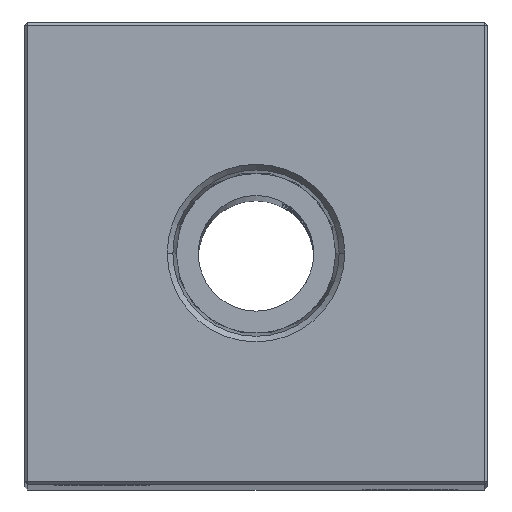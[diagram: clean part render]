
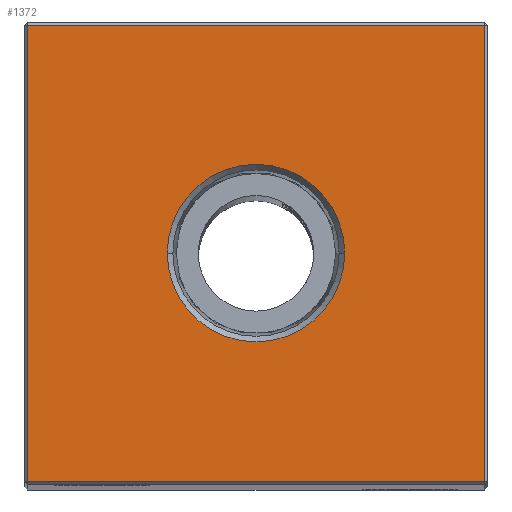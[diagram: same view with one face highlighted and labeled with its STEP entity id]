
A CAD part, top view. The second image highlights one B-rep face of the part: STEP entity #1372.
In plain terms, the highlighted planar face has unit normal (0, 0, 1).
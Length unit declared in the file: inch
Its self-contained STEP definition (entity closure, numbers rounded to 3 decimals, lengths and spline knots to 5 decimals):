
#16 = CARTESIAN_POINT ( 'NONE',  ( 0., 0., 10.75 ) ) ;
#455 = VERTEX_POINT ( 'NONE', #9473 ) ;
#740 = CARTESIAN_POINT ( 'NONE',  ( 0., 0., 10.75 ) ) ;
#916 = LINE ( 'NONE', #5948, #7410 ) ;
#1113 = CIRCLE ( 'NONE', #9592, 0.288 ) ;
#1143 = DIRECTION ( 'NONE',  ( 0., 0., -1. ) ) ;
#1372 = ADVANCED_FACE ( 'NONE', ( #2493, #21145 ), #19473, .F. ) ;
#1755 = CARTESIAN_POINT ( 'NONE',  ( 0.74, -0.74, 10.75 ) ) ;
#2493 = FACE_OUTER_BOUND ( 'NONE', #24975, .T. ) ;
#2590 = AXIS2_PLACEMENT_3D ( 'NONE', #16, #1143, #27817 ) ;
#3168 = DIRECTION ( 'NONE',  ( 1., 0., 0. ) ) ;
#3421 = LINE ( 'NONE', #24608, #9954 ) ;
#3913 = CARTESIAN_POINT ( 'NONE',  ( -0.74, -0.74, 10.75 ) ) ;
#4745 = EDGE_CURVE ( 'NONE', #26830, #455, #28386, .T. ) ;
#5607 = VECTOR ( 'NONE', #24088, 39.37008 ) ;
#5948 = CARTESIAN_POINT ( 'NONE',  ( 0., -0.74, 10.75 ) ) ;
#7410 = VECTOR ( 'NONE', #20541, 39.37008 ) ;
#7538 = CARTESIAN_POINT ( 'NONE',  ( -0.74, 0.74, 10.75 ) ) ;
#8078 = ORIENTED_EDGE ( 'NONE', *, *, #13207, .T. ) ;
#8430 = CARTESIAN_POINT ( 'NONE',  ( 0.288, 0., 10.75 ) ) ;
#9090 = VERTEX_POINT ( 'NONE', #21883 ) ;
#9473 = CARTESIAN_POINT ( 'NONE',  ( -0.288, 0., 10.75 ) ) ;
#9592 = AXIS2_PLACEMENT_3D ( 'NONE', #26289, #11784, #28738 ) ;
#9599 = LINE ( 'NONE', #14639, #16062 ) ;
#9954 = VECTOR ( 'NONE', #19979, 39.37008 ) ;
#11438 = ORIENTED_EDGE ( 'NONE', *, *, #26023, .T. ) ;
#11497 = VERTEX_POINT ( 'NONE', #3913 ) ;
#11784 = DIRECTION ( 'NONE',  ( 0., 0., 1. ) ) ;
#12637 = ORIENTED_EDGE ( 'NONE', *, *, #12664, .F. ) ;
#12664 = EDGE_CURVE ( 'NONE', #455, #26830, #1113, .T. ) ;
#13145 = AXIS2_PLACEMENT_3D ( 'NONE', #740, #17770, #3168 ) ;
#13207 = EDGE_CURVE ( 'NONE', #17876, #9090, #31476, .T. ) ;
#14639 = CARTESIAN_POINT ( 'NONE',  ( 0., 0.74, 10.75 ) ) ;
#16062 = VECTOR ( 'NONE', #29156, 39.37008 ) ;
#16931 = EDGE_CURVE ( 'NONE', #11497, #17876, #916, .T. ) ;
#17770 = DIRECTION ( 'NONE',  ( 0., 0., 1. ) ) ;
#17876 = VERTEX_POINT ( 'NONE', #1755 ) ;
#19473 = PLANE ( 'NONE',  #2590 ) ;
#19979 = DIRECTION ( 'NONE',  ( 0., -1., 0. ) ) ;
#20541 = DIRECTION ( 'NONE',  ( 1., 0., 0. ) ) ;
#21145 = FACE_BOUND ( 'NONE', #28434, .T. ) ;
#21883 = CARTESIAN_POINT ( 'NONE',  ( 0.74, 0.74, 10.75 ) ) ;
#23475 = ORIENTED_EDGE ( 'NONE', *, *, #16931, .T. ) ;
#24088 = DIRECTION ( 'NONE',  ( 0., 1., 0. ) ) ;
#24323 = ORIENTED_EDGE ( 'NONE', *, *, #30046, .T. ) ;
#24608 = CARTESIAN_POINT ( 'NONE',  ( -0.74, 0., 10.75 ) ) ;
#24975 = EDGE_LOOP ( 'NONE', ( #11438, #23475, #8078, #24323 ) ) ;
#26023 = EDGE_CURVE ( 'NONE', #28904, #11497, #3421, .T. ) ;
#26289 = CARTESIAN_POINT ( 'NONE',  ( 0., 0., 10.75 ) ) ;
#26830 = VERTEX_POINT ( 'NONE', #8430 ) ;
#27817 = DIRECTION ( 'NONE',  ( -1., 0., 0. ) ) ;
#28204 = ORIENTED_EDGE ( 'NONE', *, *, #4745, .F. ) ;
#28386 = CIRCLE ( 'NONE', #13145, 0.288 ) ;
#28434 = EDGE_LOOP ( 'NONE', ( #28204, #12637 ) ) ;
#28738 = DIRECTION ( 'NONE',  ( 1., 0., 0. ) ) ;
#28904 = VERTEX_POINT ( 'NONE', #7538 ) ;
#29026 = CARTESIAN_POINT ( 'NONE',  ( 0.74, 0., 10.75 ) ) ;
#29156 = DIRECTION ( 'NONE',  ( -1., 0., 0. ) ) ;
#30046 = EDGE_CURVE ( 'NONE', #9090, #28904, #9599, .T. ) ;
#31476 = LINE ( 'NONE', #29026, #5607 ) ;
